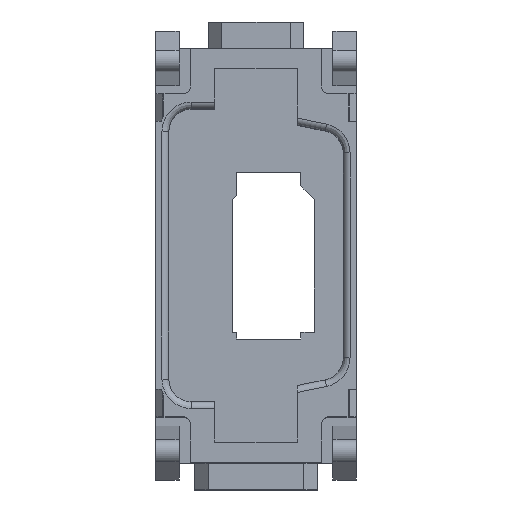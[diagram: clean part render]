
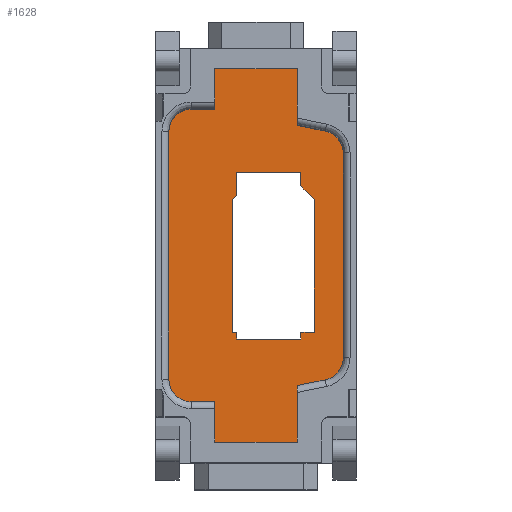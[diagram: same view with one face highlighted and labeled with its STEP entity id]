
A CAD part, top view. The second image highlights one B-rep face of the part: STEP entity #1628.
In plain terms, the highlighted planar face has unit normal (0, 0, 1).
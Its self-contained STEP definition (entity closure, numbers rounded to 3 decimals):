
#1628=ADVANCED_FACE('',(#1953,#1954),#1819,.F.);
#1819=PLANE('',#6929);
#1953=FACE_BOUND('',#2086,.T.);
#1954=FACE_BOUND('',#2087,.T.);
#2086=EDGE_LOOP('',(#2817,#2818,#2819,#2820,#2821,#2822,#2823,#2824,#2825,
#2826,#2827,#2828));
#2087=EDGE_LOOP('',(#2829,#2830,#2831,#2832,#2833,#2834,#2835,#2836,#2837,
#2838,#2839,#2840,#2841,#2842,#2843,#2844));
#2817=ORIENTED_EDGE('',*,*,#4408,.F.);
#2818=ORIENTED_EDGE('',*,*,#4404,.F.);
#2819=ORIENTED_EDGE('',*,*,#4401,.F.);
#2820=ORIENTED_EDGE('',*,*,#4399,.F.);
#2821=ORIENTED_EDGE('',*,*,#4395,.F.);
#2822=ORIENTED_EDGE('',*,*,#4392,.F.);
#2823=ORIENTED_EDGE('',*,*,#4390,.F.);
#2824=ORIENTED_EDGE('',*,*,#4386,.F.);
#2825=ORIENTED_EDGE('',*,*,#4383,.F.);
#2826=ORIENTED_EDGE('',*,*,#4381,.F.);
#2827=ORIENTED_EDGE('',*,*,#4377,.F.);
#2828=ORIENTED_EDGE('',*,*,#4410,.F.);
#2829=ORIENTED_EDGE('',*,*,#4417,.F.);
#2830=ORIENTED_EDGE('',*,*,#4421,.F.);
#2831=ORIENTED_EDGE('',*,*,#4424,.T.);
#2832=ORIENTED_EDGE('',*,*,#4426,.T.);
#2833=ORIENTED_EDGE('',*,*,#4453,.T.);
#2834=ORIENTED_EDGE('',*,*,#4452,.F.);
#2835=ORIENTED_EDGE('',*,*,#4449,.T.);
#2836=ORIENTED_EDGE('',*,*,#4429,.T.);
#2837=ORIENTED_EDGE('',*,*,#4433,.T.);
#2838=ORIENTED_EDGE('',*,*,#4436,.F.);
#2839=ORIENTED_EDGE('',*,*,#4442,.T.);
#2840=ORIENTED_EDGE('',*,*,#4439,.T.);
#2841=ORIENTED_EDGE('',*,*,#4459,.T.);
#2842=ORIENTED_EDGE('',*,*,#4460,.F.);
#2843=ORIENTED_EDGE('',*,*,#4413,.F.);
#2844=ORIENTED_EDGE('',*,*,#4458,.T.);
#3852=VERTEX_POINT('',#9390);
#3854=VERTEX_POINT('',#9393);
#3857=VERTEX_POINT('',#9401);
#3858=VERTEX_POINT('',#9405);
#3860=VERTEX_POINT('',#9411);
#3863=VERTEX_POINT('',#9419);
#3864=VERTEX_POINT('',#9423);
#3866=VERTEX_POINT('',#9429);
#3869=VERTEX_POINT('',#9437);
#3870=VERTEX_POINT('',#9441);
#3872=VERTEX_POINT('',#9447);
#3875=VERTEX_POINT('',#9455);
#3877=VERTEX_POINT('',#9463);
#3878=VERTEX_POINT('',#9465);
#3879=VERTEX_POINT('',#9470);
#3881=VERTEX_POINT('',#9473);
#3883=VERTEX_POINT('',#9479);
#3884=VERTEX_POINT('',#9484);
#3885=VERTEX_POINT('',#9488);
#3887=VERTEX_POINT('',#9494);
#3889=VERTEX_POINT('',#9497);
#3891=VERTEX_POINT('',#9503);
#3894=VERTEX_POINT('',#9510);
#3895=VERTEX_POINT('',#9515);
#3897=VERTEX_POINT('',#9518);
#3899=VERTEX_POINT('',#9593);
#3900=VERTEX_POINT('',#9597);
#3901=VERTEX_POINT('',#9637);
#4377=EDGE_CURVE('',#3852,#3854,#5409,.T.);
#4381=EDGE_CURVE('',#3854,#3857,#5413,.T.);
#4383=EDGE_CURVE('',#3857,#3858,#5415,.T.);
#4386=EDGE_CURVE('',#3858,#3860,#5418,.T.);
#4390=EDGE_CURVE('',#3860,#3863,#5422,.T.);
#4392=EDGE_CURVE('',#3863,#3864,#5424,.T.);
#4395=EDGE_CURVE('',#3864,#3866,#5427,.T.);
#4399=EDGE_CURVE('',#3866,#3869,#5431,.T.);
#4401=EDGE_CURVE('',#3869,#3870,#5433,.T.);
#4404=EDGE_CURVE('',#3870,#3872,#5436,.T.);
#4408=EDGE_CURVE('',#3872,#3875,#5440,.T.);
#4410=EDGE_CURVE('',#3875,#3852,#5442,.T.);
#4413=EDGE_CURVE('',#3877,#3878,#5445,.T.);
#4417=EDGE_CURVE('',#3879,#3881,#4803,.T.);
#4421=EDGE_CURVE('',#3883,#3879,#5450,.T.);
#4424=EDGE_CURVE('',#3883,#3884,#4805,.T.);
#4426=EDGE_CURVE('',#3884,#3885,#5454,.T.);
#4429=EDGE_CURVE('',#3889,#3887,#5457,.T.);
#4433=EDGE_CURVE('',#3887,#3891,#4806,.T.);
#4436=EDGE_CURVE('',#3894,#3891,#5462,.T.);
#4439=EDGE_CURVE('',#3897,#3895,#5465,.T.);
#4442=EDGE_CURVE('',#3894,#3897,#4808,.T.);
#4449=EDGE_CURVE('',#3899,#3889,#5468,.T.);
#4452=EDGE_CURVE('',#3899,#3900,#5471,.T.);
#4453=EDGE_CURVE('',#3885,#3900,#5472,.T.);
#4458=EDGE_CURVE('',#3877,#3881,#5474,.T.);
#4459=EDGE_CURVE('',#3895,#3901,#5475,.T.);
#4460=EDGE_CURVE('',#3878,#3901,#5476,.T.);
#4803=CIRCLE('',#6897,1.65);
#4805=CIRCLE('',#6901,1.65);
#4806=CIRCLE('',#6905,1.65);
#4808=CIRCLE('',#6910,1.65);
#5409=LINE('',#9392,#6066);
#5413=LINE('',#9400,#6070);
#5415=LINE('',#9404,#6072);
#5418=LINE('',#9410,#6075);
#5422=LINE('',#9418,#6079);
#5424=LINE('',#9422,#6081);
#5427=LINE('',#9428,#6084);
#5431=LINE('',#9436,#6088);
#5433=LINE('',#9440,#6090);
#5436=LINE('',#9446,#6093);
#5440=LINE('',#9454,#6097);
#5442=LINE('',#9458,#6099);
#5445=LINE('',#9464,#6102);
#5450=LINE('',#9480,#6107);
#5454=LINE('',#9490,#6111);
#5457=LINE('',#9496,#6114);
#5462=LINE('',#9511,#6119);
#5465=LINE('',#9517,#6122);
#5468=LINE('',#9592,#6125);
#5471=LINE('',#9598,#6128);
#5472=LINE('',#9600,#6129);
#5474=LINE('',#9634,#6131);
#5475=LINE('',#9636,#6132);
#5476=LINE('',#9638,#6133);
#6066=VECTOR('',#7604,1.);
#6070=VECTOR('',#7610,1.);
#6072=VECTOR('',#7614,1.);
#6075=VECTOR('',#7619,1.);
#6079=VECTOR('',#7625,1.);
#6081=VECTOR('',#7629,1.);
#6084=VECTOR('',#7634,1.);
#6088=VECTOR('',#7640,1.);
#6090=VECTOR('',#7644,1.);
#6093=VECTOR('',#7649,1.);
#6097=VECTOR('',#7655,1.);
#6099=VECTOR('',#7659,1.);
#6102=VECTOR('',#7664,1.);
#6107=VECTOR('',#7679,1.);
#6111=VECTOR('',#7689,1.);
#6114=VECTOR('',#7694,1.);
#6119=VECTOR('',#7707,1.);
#6122=VECTOR('',#7712,1.);
#6125=VECTOR('',#7735,1.);
#6128=VECTOR('',#7740,1.);
#6129=VECTOR('',#7743,1.);
#6131=VECTOR('',#7759,1.);
#6132=VECTOR('',#7762,1.);
#6133=VECTOR('',#7763,1.);
#6897=AXIS2_PLACEMENT_3D('',#9472,#7671,#7672);
#6901=AXIS2_PLACEMENT_3D('',#9485,#7684,#7685);
#6905=AXIS2_PLACEMENT_3D('',#9505,#7700,#7701);
#6910=AXIS2_PLACEMENT_3D('',#9523,#7717,#7718);
#6929=AXIS2_PLACEMENT_3D('',#9639,#7764,#7765);
#7604=DIRECTION('',(0.,-1.,0.));
#7610=DIRECTION('',(1.,0.,0.));
#7614=DIRECTION('',(0.,-1.,0.));
#7619=DIRECTION('',(1.,0.,0.));
#7625=DIRECTION('',(0.,1.,0.));
#7629=DIRECTION('',(1.,0.,0.));
#7634=DIRECTION('',(0.,1.,0.));
#7640=DIRECTION('',(-0.707,0.707,0.));
#7644=DIRECTION('',(0.,1.,0.));
#7649=DIRECTION('',(-1.,0.,0.));
#7655=DIRECTION('',(0.,-1.,0.));
#7659=DIRECTION('',(-0.707,-0.707,0.));
#7664=DIRECTION('',(0.,1.,0.));
#7671=DIRECTION('',(0.,0.,-1.));
#7672=DIRECTION('',(-1.,0.,0.));
#7679=DIRECTION('',(0.,1.,0.));
#7684=DIRECTION('',(0.,0.,1.));
#7685=DIRECTION('',(-1.,0.,0.));
#7689=DIRECTION('',(1.,0.,0.));
#7694=DIRECTION('',(0.98,0.199,0.));
#7700=DIRECTION('',(0.,0.,1.));
#7701=DIRECTION('',(0.199,-0.98,0.));
#7707=DIRECTION('',(0.,-1.,0.));
#7712=DIRECTION('',(-0.98,0.199,0.));
#7717=DIRECTION('',(0.,0.,1.));
#7718=DIRECTION('',(1.,0.,0.));
#7735=DIRECTION('',(0.,1.,0.));
#7740=DIRECTION('',(-1.,0.,0.));
#7743=DIRECTION('',(0.,-1.,0.));
#7759=DIRECTION('',(-1.,0.,0.));
#7762=DIRECTION('',(0.,1.,0.));
#7763=DIRECTION('',(1.,0.,0.));
#7764=DIRECTION('',(0.,0.,-1.));
#7765=DIRECTION('',(-1.,0.,0.));
#9390=CARTESIAN_POINT('',(-1.725,4.1,2.5));
#9392=CARTESIAN_POINT('',(-1.725,4.1,2.5));
#9393=CARTESIAN_POINT('',(-1.725,-5.6,2.5));
#9400=CARTESIAN_POINT('',(-1.725,-5.6,2.5));
#9401=CARTESIAN_POINT('',(-1.425,-5.6,2.5));
#9404=CARTESIAN_POINT('',(-1.425,-5.6,2.5));
#9405=CARTESIAN_POINT('',(-1.425,-6.1,2.5));
#9410=CARTESIAN_POINT('',(-1.425,-6.1,2.5));
#9411=CARTESIAN_POINT('',(3.275,-6.1,2.5));
#9418=CARTESIAN_POINT('',(3.275,-6.1,2.5));
#9419=CARTESIAN_POINT('',(3.275,-5.6,2.5));
#9422=CARTESIAN_POINT('',(3.275,-5.6,2.5));
#9423=CARTESIAN_POINT('',(4.275,-5.6,2.5));
#9428=CARTESIAN_POINT('',(4.275,-5.6,2.5));
#9429=CARTESIAN_POINT('',(4.275,4.1,2.5));
#9436=CARTESIAN_POINT('',(4.275,4.1,2.5));
#9437=CARTESIAN_POINT('',(3.275,5.1,2.5));
#9440=CARTESIAN_POINT('',(3.275,5.1,2.5));
#9441=CARTESIAN_POINT('',(3.275,6.1,2.5));
#9446=CARTESIAN_POINT('',(3.275,6.1,2.5));
#9447=CARTESIAN_POINT('',(-1.425,6.1,2.5));
#9454=CARTESIAN_POINT('',(-1.425,6.1,2.5));
#9455=CARTESIAN_POINT('',(-1.425,4.4,2.5));
#9458=CARTESIAN_POINT('',(-1.425,4.4,2.5));
#9463=CARTESIAN_POINT('',(-3.025,10.7,2.5));
#9464=CARTESIAN_POINT('',(-3.025,10.7,2.5));
#9465=CARTESIAN_POINT('',(-3.025,13.65,2.5));
#9470=CARTESIAN_POINT('',(-6.375,9.05,2.5));
#9472=CARTESIAN_POINT('',(-4.725,9.05,2.5));
#9473=CARTESIAN_POINT('',(-4.725,10.7,2.5));
#9479=CARTESIAN_POINT('',(-6.375,-9.05,2.5));
#9480=CARTESIAN_POINT('',(-6.375,-9.05,2.5));
#9484=CARTESIAN_POINT('',(-4.725,-10.7,2.5));
#9485=CARTESIAN_POINT('',(-4.725,-9.05,2.5));
#9488=CARTESIAN_POINT('',(-3.025,-10.7,2.5));
#9490=CARTESIAN_POINT('',(-4.725,-10.7,2.5));
#9494=CARTESIAN_POINT('',(5.054,-9.1,2.5));
#9496=CARTESIAN_POINT('',(3.025,-9.513,2.5));
#9497=CARTESIAN_POINT('',(3.025,-9.513,2.5));
#9503=CARTESIAN_POINT('',(6.375,-7.483,2.5));
#9505=CARTESIAN_POINT('',(4.725,-7.483,2.5));
#9510=CARTESIAN_POINT('',(6.375,7.483,2.5));
#9511=CARTESIAN_POINT('',(6.375,7.483,2.5));
#9515=CARTESIAN_POINT('',(3.025,9.513,2.5));
#9517=CARTESIAN_POINT('',(5.054,9.1,2.5));
#9518=CARTESIAN_POINT('',(5.054,9.1,2.5));
#9523=CARTESIAN_POINT('',(4.725,7.483,2.5));
#9592=CARTESIAN_POINT('',(3.025,-13.65,2.5));
#9593=CARTESIAN_POINT('',(3.025,-13.65,2.5));
#9597=CARTESIAN_POINT('',(-3.025,-13.65,2.5));
#9598=CARTESIAN_POINT('',(3.025,-13.65,2.5));
#9600=CARTESIAN_POINT('',(-3.025,-10.7,2.5));
#9634=CARTESIAN_POINT('',(-3.025,10.7,2.5));
#9636=CARTESIAN_POINT('',(3.025,9.513,2.5));
#9637=CARTESIAN_POINT('',(3.025,13.65,2.5));
#9638=CARTESIAN_POINT('',(-3.025,13.65,2.5));
#9639=CARTESIAN_POINT('',(7.012,-15.015,2.5));
